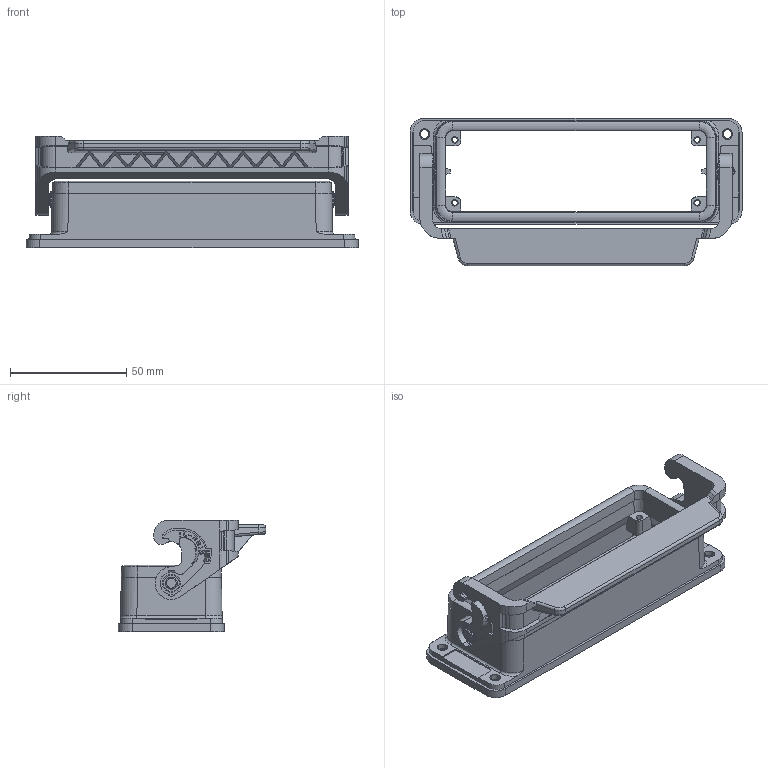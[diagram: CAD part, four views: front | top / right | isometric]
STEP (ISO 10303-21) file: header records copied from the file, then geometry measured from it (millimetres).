
FILE_DESCRIPTION(('Creo Elements/Direct Modeling STEP Export'),'2;1');
FILE_NAME('37jbk2e5pgn57fc1164','2023-03-01T14:21:00',(''),(''),'Creo Elements/Direct Modeling STEP processor for AP214 (Solid Model)','Creo Elements/Direct Modeling 20.1B 02-Apr-2019 (C) Parametric Technology GmbH','');
FILE_SCHEMA(('AUTOMOTIVE_DESIGN { 1 0 10303 214 1 1 1 1 }'));
Length unit declared in the file: millimetre
Products named in the file (2): CLI 24 L
Assembly tree (1 placements, depth 2):
  CLI 24 L
    CLI 24 L
Bounding box: 142.5 x 63.25 x 47.8 mm (x, y, z)
Volume: 57269.6 mm3; surface area: 38336.9 mm2
Topology: 1 solids, 1 shells, 1052 faces, 2850 edges, 1854 vertices
Faces by surface type: plane 683, cylinder 281, torus 46, cone 26, bspline 14, extrusion 2
Entity records: 43543 total; most frequent: CARTESIAN_POINT 8800, ORIENTED_EDGE 5700, DIRECTION 5186, EDGE_CURVE 2850, VECTOR 2062, LINE 2060, VERTEX_POINT 1854, AXIS2_PLACEMENT_3D 1562
